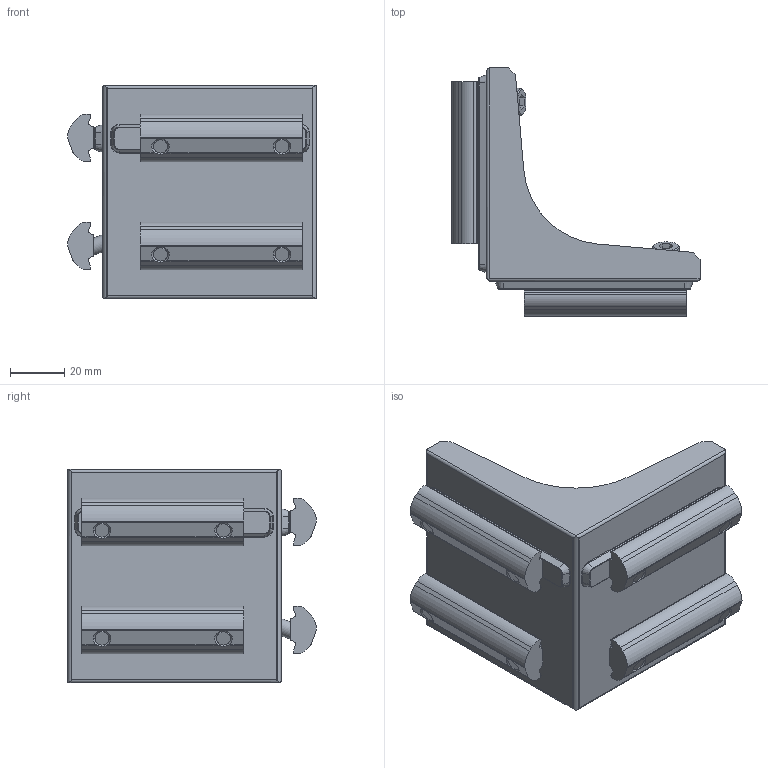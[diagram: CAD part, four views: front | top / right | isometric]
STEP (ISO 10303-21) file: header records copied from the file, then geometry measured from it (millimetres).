
FILE_DESCRIPTION (( 'STEP AP214' ), '1' );
FILE_NAME ('80mm MD Corner Bracket Kit (40CIC-0741-001-01).STEP', '2023-06-19T12:49:18', ( '' ), ( '' ), 'SwSTEP 2.0', 'SolidWorks 2020', '' );
FILE_SCHEMA (( 'AUTOMOTIVE_DESIGN' ));
Length unit declared in the file: millimetre
Products named in the file (1): 80mm MD Corner Bracket Kit (40CIC-0741-001-01)
Bounding box: 92.19 x 92.19 x 79 mm (x, y, z)
Volume: 188458.8 mm3; surface area: 51255.3 mm2
Topology: 13 solids, 13 shells, 524 faces, 1232 edges, 750 vertices
Faces by surface type: cylinder 188, plane 152, cone 88, torus 48, bspline 48
Entity records: 21706 total; most frequent: CARTESIAN_POINT 4047, ORIENTED_EDGE 2464, DIRECTION 2418, EDGE_CURVE 1232, AXIS2_PLACEMENT_3D 923, VERTEX_POINT 750, EDGE_LOOP 572, LINE 572
